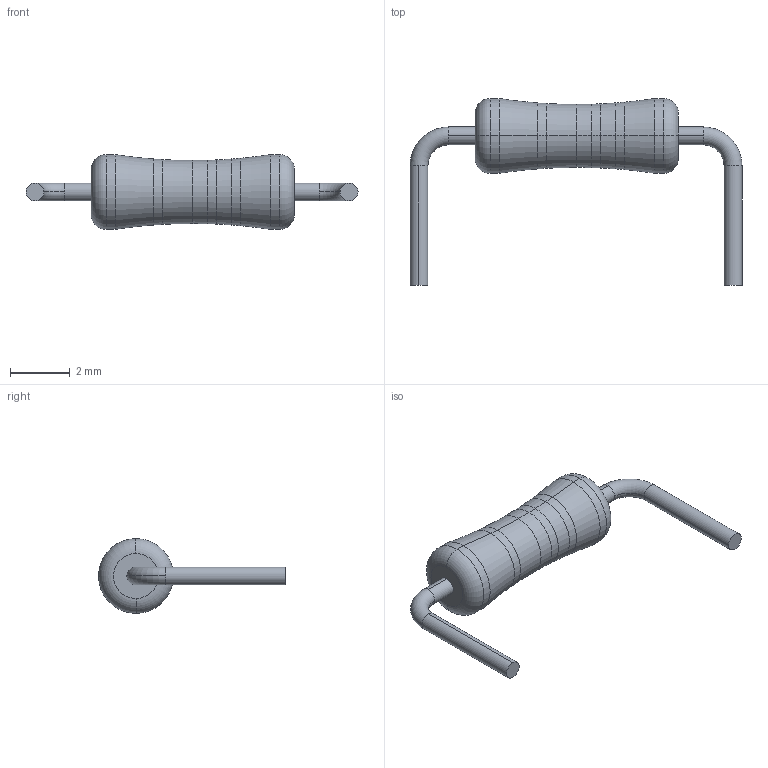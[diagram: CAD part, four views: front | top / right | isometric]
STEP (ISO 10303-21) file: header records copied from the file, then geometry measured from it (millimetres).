
FILE_DESCRIPTION (( 'STEP AP214' ), '1' );
FILE_NAME ('Resistor0.25W.STEP', '2020-03-29T12:16:50', ( '' ), ( '' ), 'SwSTEP 2.0', 'SolidWorks 2018', '' );
FILE_SCHEMA (( 'AUTOMOTIVE_DESIGN' ));
Length unit declared in the file: millimetre
Products named in the file (3): Part7.5; Resistor0.25W; Part3
Assembly tree (2 placements, depth 2):
  Resistor0.25W
    Part7.5
    Part3
Bounding box: 11.1 x 6.25 x 2.5 mm (x, y, z)
Volume: 31.3 mm3; surface area: 105.4 mm2
Topology: 2 solids, 2 shells, 40 faces, 84 edges, 48 vertices
Faces by surface type: torus 24, cylinder 12, plane 4
Entity records: 1422 total; most frequent: DIRECTION 246, CARTESIAN_POINT 177, ORIENTED_EDGE 168, AXIS2_PLACEMENT_3D 117, EDGE_CURVE 84, CIRCLE 72, VERTEX_POINT 48, EDGE_LOOP 42
